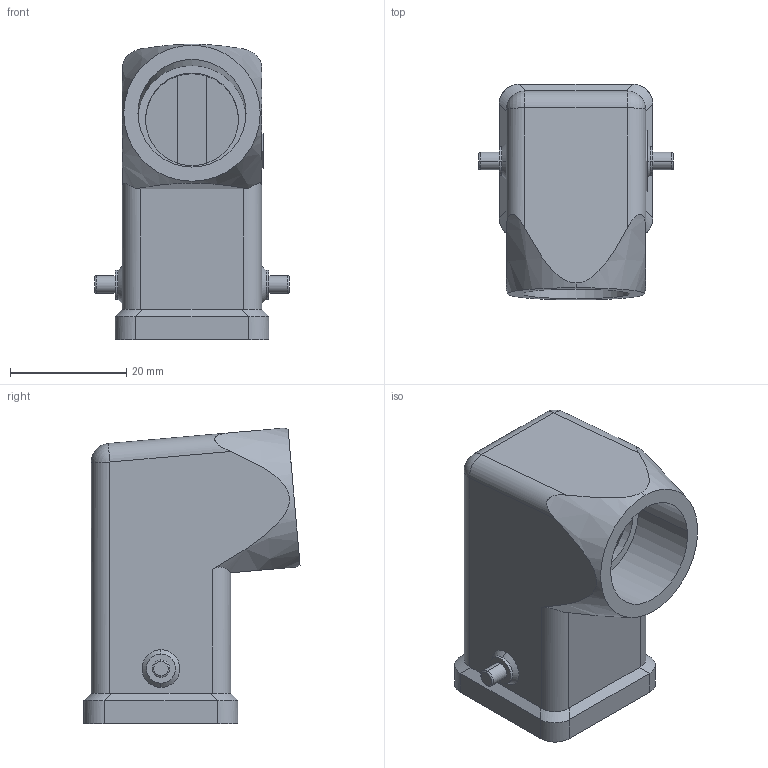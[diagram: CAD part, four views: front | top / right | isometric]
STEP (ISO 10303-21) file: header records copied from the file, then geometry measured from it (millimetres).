
FILE_DESCRIPTION(('Creo Elements/Direct Modeling STEP Export'),'2;1');
FILE_NAME('0ln7uvk5km5dq3r6008','2022-09-12T10:55:16',(''),(''),'Creo Elements/Direct Modeling STEP processor for AP214 (Solid Model)','Creo Elements/Direct Modeling 20.1B 02-Apr-2019 (C) Parametric Technology GmbH','');
FILE_SCHEMA(('AUTOMOTIVE_DESIGN { 1 0 10303 214 1 1 1 1 }'));
Length unit declared in the file: millimetre
Products named in the file (2): MKAR VA20
Assembly tree (1 placements, depth 2):
  MKAR VA20
    MKAR VA20
Bounding box: 33.5 x 37.18 x 50.88 mm (x, y, z)
Volume: 9380.7 mm3; surface area: 11021 mm2
Topology: 1 solids, 1 shells, 151 faces, 390 edges, 252 vertices
Faces by surface type: plane 73, cylinder 56, cone 9, extrusion 5, torus 4, bspline 2, sphere 2
Entity records: 8486 total; most frequent: CARTESIAN_POINT 3560, ORIENTED_EDGE 776, DIRECTION 739, EDGE_CURVE 388, AXIS2_PLACEMENT_3D 254, VERTEX_POINT 252, VECTOR 231, LINE 226
